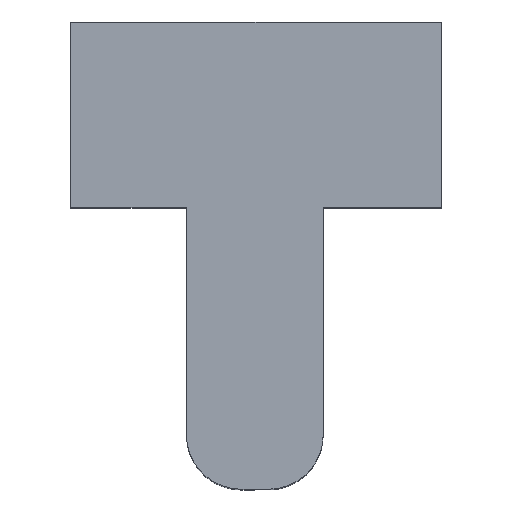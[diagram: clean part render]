
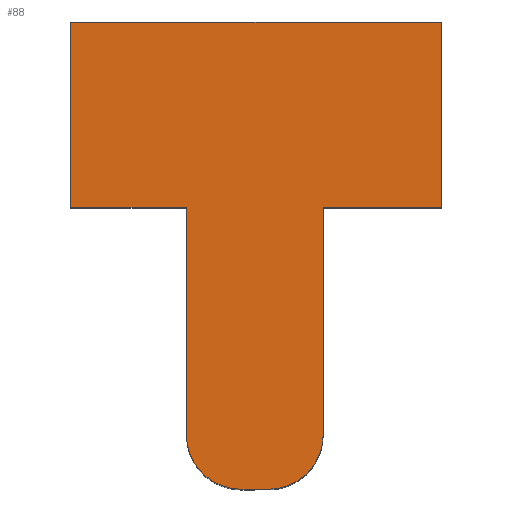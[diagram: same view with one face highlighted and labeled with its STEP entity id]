
A CAD part, top view. The second image highlights one B-rep face of the part: STEP entity #88.
In plain terms, the highlighted planar face has unit normal (0, 0, 1).
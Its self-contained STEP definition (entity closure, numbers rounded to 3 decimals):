
#2 = DIRECTION ( 'NONE',  ( 0., 0., 1. ) ) ;
#4 = ORIENTED_EDGE ( 'NONE', *, *, #342, .T. ) ;
#8 = CARTESIAN_POINT ( 'NONE',  ( -0.65, -1.725, 10. ) ) ;
#10 = VERTEX_POINT ( 'NONE', #225 ) ;
#19 = VECTOR ( 'NONE', #365, 1000. ) ;
#20 = CARTESIAN_POINT ( 'NONE',  ( -3., 8.075, 10. ) ) ;
#23 = VERTEX_POINT ( 'NONE', #345 ) ;
#28 = EDGE_CURVE ( 'NONE', #10, #400, #314, .T. ) ;
#29 = VERTEX_POINT ( 'NONE', #378 ) ;
#51 = DIRECTION ( 'NONE',  ( 0., 0., 1. ) ) ;
#53 = CARTESIAN_POINT ( 'NONE',  ( 0.55, -1.725, 10. ) ) ;
#59 = CARTESIAN_POINT ( 'NONE',  ( 8., 16.075, 10. ) ) ;
#60 = ORIENTED_EDGE ( 'NONE', *, *, #72, .T. ) ;
#65 = DIRECTION ( 'NONE',  ( 1., 0., 0. ) ) ;
#70 = ORIENTED_EDGE ( 'NONE', *, *, #195, .T. ) ;
#71 = DIRECTION ( 'NONE',  ( 0., -1., 0. ) ) ;
#72 = EDGE_CURVE ( 'NONE', #118, #135, #289, .T. ) ;
#75 = LINE ( 'NONE', #264, #165 ) ;
#88 = ADVANCED_FACE ( 'NONE', ( #313 ), #157, .T. ) ;
#96 = CIRCLE ( 'NONE', #305, 2.35 ) ;
#97 = AXIS2_PLACEMENT_3D ( 'NONE', #132, #221, #191 ) ;
#99 = EDGE_CURVE ( 'NONE', #400, #29, #318, .T. ) ;
#106 = LINE ( 'NONE', #142, #354 ) ;
#116 = LINE ( 'NONE', #392, #319 ) ;
#118 = VERTEX_POINT ( 'NONE', #311 ) ;
#119 = DIRECTION ( 'NONE',  ( 1., 0., 0. ) ) ;
#124 = EDGE_LOOP ( 'NONE', ( #4, #248, #338, #327, #376, #307, #287, #60, #396, #70 ) ) ;
#132 = CARTESIAN_POINT ( 'NONE',  ( -0.65, -1.725, 10. ) ) ;
#135 = VERTEX_POINT ( 'NONE', #322 ) ;
#138 = LINE ( 'NONE', #172, #288 ) ;
#142 = CARTESIAN_POINT ( 'NONE',  ( 8., 16.075, 10. ) ) ;
#143 = CARTESIAN_POINT ( 'NONE',  ( 8., 8.075, 10. ) ) ;
#145 = LINE ( 'NONE', #20, #233 ) ;
#146 = VERTEX_POINT ( 'NONE', #328 ) ;
#155 = EDGE_CURVE ( 'NONE', #181, #118, #138, .T. ) ;
#157 = PLANE ( 'NONE',  #267 ) ;
#163 = DIRECTION ( 'NONE',  ( 1., 0., 0. ) ) ;
#165 = VECTOR ( 'NONE', #71, 1000. ) ;
#172 = CARTESIAN_POINT ( 'NONE',  ( 2.9, -1.725, 10. ) ) ;
#178 = CARTESIAN_POINT ( 'NONE',  ( -8., 16.075, 10. ) ) ;
#181 = VERTEX_POINT ( 'NONE', #387 ) ;
#185 = VECTOR ( 'NONE', #197, 1000. ) ;
#187 = EDGE_CURVE ( 'NONE', #146, #10, #75, .T. ) ;
#190 = CARTESIAN_POINT ( 'NONE',  ( -0.65, -4.075, 10. ) ) ;
#191 = DIRECTION ( 'NONE',  ( 1., 0., 0. ) ) ;
#195 = EDGE_CURVE ( 'NONE', #244, #298, #106, .T. ) ;
#197 = DIRECTION ( 'NONE',  ( 1., 0., 0. ) ) ;
#198 = CARTESIAN_POINT ( 'NONE',  ( -0.65, -4.075, 10. ) ) ;
#221 = DIRECTION ( 'NONE',  ( 0., 0., 1. ) ) ;
#225 = CARTESIAN_POINT ( 'NONE',  ( -3., -1.725, 10. ) ) ;
#233 = VECTOR ( 'NONE', #119, 1000. ) ;
#243 = DIRECTION ( 'NONE',  ( 0., -1., 0. ) ) ;
#244 = VERTEX_POINT ( 'NONE', #59 ) ;
#248 = ORIENTED_EDGE ( 'NONE', *, *, #323, .T. ) ;
#264 = CARTESIAN_POINT ( 'NONE',  ( -3., 8.075, 10. ) ) ;
#267 = AXIS2_PLACEMENT_3D ( 'NONE', #8, #2, #65 ) ;
#268 = DIRECTION ( 'NONE',  ( -1., 0., 0. ) ) ;
#269 = EDGE_CURVE ( 'NONE', #29, #181, #96, .T. ) ;
#287 = ORIENTED_EDGE ( 'NONE', *, *, #155, .T. ) ;
#288 = VECTOR ( 'NONE', #353, 1000. ) ;
#289 = LINE ( 'NONE', #349, #185 ) ;
#298 = VERTEX_POINT ( 'NONE', #178 ) ;
#305 = AXIS2_PLACEMENT_3D ( 'NONE', #53, #51, #306 ) ;
#306 = DIRECTION ( 'NONE',  ( 1., 0., 0. ) ) ;
#307 = ORIENTED_EDGE ( 'NONE', *, *, #269, .T. ) ;
#311 = CARTESIAN_POINT ( 'NONE',  ( 2.9, 8.075, 10. ) ) ;
#313 = FACE_OUTER_BOUND ( 'NONE', #124, .T. ) ;
#314 = CIRCLE ( 'NONE', #97, 2.35 ) ;
#318 = LINE ( 'NONE', #198, #332 ) ;
#319 = VECTOR ( 'NONE', #243, 1000. ) ;
#322 = CARTESIAN_POINT ( 'NONE',  ( 8., 8.075, 10. ) ) ;
#323 = EDGE_CURVE ( 'NONE', #23, #146, #145, .T. ) ;
#327 = ORIENTED_EDGE ( 'NONE', *, *, #28, .T. ) ;
#328 = CARTESIAN_POINT ( 'NONE',  ( -3., 8.075, 10. ) ) ;
#332 = VECTOR ( 'NONE', #163, 1000. ) ;
#333 = LINE ( 'NONE', #143, #19 ) ;
#338 = ORIENTED_EDGE ( 'NONE', *, *, #187, .T. ) ;
#342 = EDGE_CURVE ( 'NONE', #298, #23, #116, .T. ) ;
#345 = CARTESIAN_POINT ( 'NONE',  ( -8., 8.075, 10. ) ) ;
#349 = CARTESIAN_POINT ( 'NONE',  ( 8., 8.075, 10. ) ) ;
#351 = EDGE_CURVE ( 'NONE', #135, #244, #333, .T. ) ;
#353 = DIRECTION ( 'NONE',  ( 0., 1., 0. ) ) ;
#354 = VECTOR ( 'NONE', #268, 1000. ) ;
#365 = DIRECTION ( 'NONE',  ( 0., 1., 0. ) ) ;
#376 = ORIENTED_EDGE ( 'NONE', *, *, #99, .T. ) ;
#378 = CARTESIAN_POINT ( 'NONE',  ( 0.55, -4.075, 10. ) ) ;
#387 = CARTESIAN_POINT ( 'NONE',  ( 2.9, -1.725, 10. ) ) ;
#392 = CARTESIAN_POINT ( 'NONE',  ( -8., 16.075, 10. ) ) ;
#396 = ORIENTED_EDGE ( 'NONE', *, *, #351, .T. ) ;
#400 = VERTEX_POINT ( 'NONE', #190 ) ;
